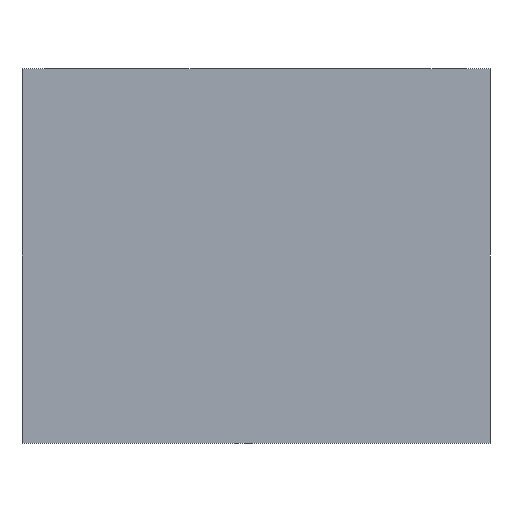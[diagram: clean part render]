
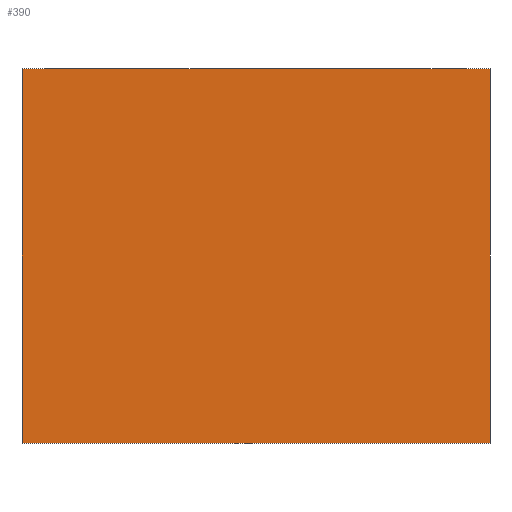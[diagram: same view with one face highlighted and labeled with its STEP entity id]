
A CAD part, left-side view. The second image highlights one B-rep face of the part: STEP entity #390.
In plain terms, the highlighted planar face has unit normal (-1, 0, 0).
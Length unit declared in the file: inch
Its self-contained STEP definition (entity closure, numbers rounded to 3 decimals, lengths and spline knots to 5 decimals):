
#330=CARTESIAN_POINT('',(0.,2.5,-1.));
#331=VERTEX_POINT('',#330);
#338=CARTESIAN_POINT('',(0.,2.5,1.));
#339=VERTEX_POINT('',#338);
#340=CARTESIAN_POINT('',(0.,2.5,0.));
#341=DIRECTION('',(0.,0.,1.));
#342=VECTOR('',#341,1.);
#343=LINE('',#340,#342);
#344=EDGE_CURVE('',#331,#339,#343,.T.);
#360=ORIENTED_EDGE('',*,*,#344,.F.);
#361=CARTESIAN_POINT('',(0.,0.,-1.));
#362=VERTEX_POINT('',#361);
#363=CARTESIAN_POINT('',(0.,2.5,-1.));
#364=DIRECTION('',(0.,-1.,0.));
#365=VECTOR('',#364,1.);
#366=LINE('',#363,#365);
#367=EDGE_CURVE('',#331,#362,#366,.T.);
#368=ORIENTED_EDGE('',*,*,#367,.T.);
#369=CARTESIAN_POINT('',(0.,0.,1.));
#370=VERTEX_POINT('',#369);
#371=CARTESIAN_POINT('',(0.,0.,0.));
#372=DIRECTION('',(0.,0.,-1.));
#373=VECTOR('',#372,1.);
#374=LINE('',#371,#373);
#375=EDGE_CURVE('',#370,#362,#374,.T.);
#376=ORIENTED_EDGE('',*,*,#375,.F.);
#377=CARTESIAN_POINT('',(0.,2.5,1.));
#378=DIRECTION('',(0.,1.,0.));
#379=VECTOR('',#378,1.);
#380=LINE('',#377,#379);
#381=EDGE_CURVE('',#370,#339,#380,.T.);
#382=ORIENTED_EDGE('',*,*,#381,.T.);
#383=EDGE_LOOP('',(#360,#368,#376,#382));
#384=FACE_OUTER_BOUND('',#383,.T.);
#385=CARTESIAN_POINT('',(0.,1.25,0.));
#386=DIRECTION('',(-1.,0.,0.));
#387=DIRECTION('',(0.,1.,0.));
#388=AXIS2_PLACEMENT_3D('',#385,#386,#387);
#389=PLANE('',#388);
#390=ADVANCED_FACE('',(#384),#389,.T.);
